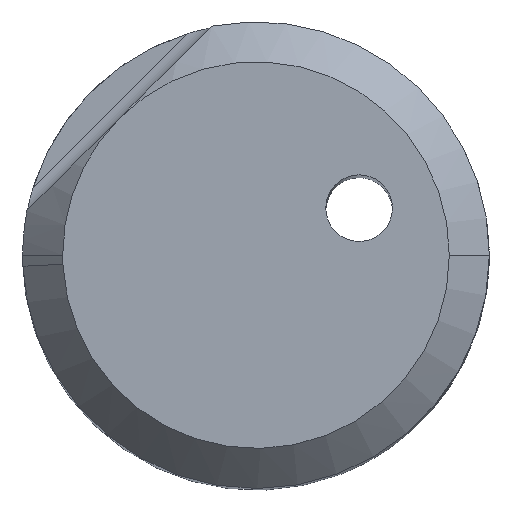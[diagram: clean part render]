
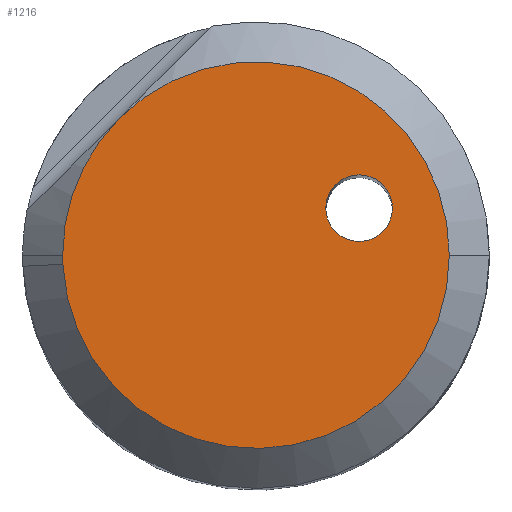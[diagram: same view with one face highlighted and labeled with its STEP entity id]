
A CAD part, top view. The second image highlights one B-rep face of the part: STEP entity #1216.
In plain terms, the highlighted planar face has unit normal (0, 0, 1).
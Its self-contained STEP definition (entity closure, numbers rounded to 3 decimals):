
#579=AXIS2_PLACEMENT_3D('Circle Axis2P3D',#577,#578,$) ;
#1176=AXIS2_PLACEMENT_3D('Plane Axis2P3D',#1173,#1174,#1175) ;
#1180=AXIS2_PLACEMENT_3D('Circle Axis2P3D',#1178,#1179,$) ;
#1189=AXIS2_PLACEMENT_3D('Circle Axis2P3D',#1187,#1188,$) ;
#1196=AXIS2_PLACEMENT_3D('Circle Axis2P3D',#1194,#1195,$) ;
#1203=AXIS2_PLACEMENT_3D('Circle Axis2P3D',#1201,#1202,$) ;
#574=CARTESIAN_POINT('Vertex',(1.06,0.817,0.)) ;
#577=CARTESIAN_POINT('Axis2P3D Location',(1.547,0.705,0.)) ;
#581=CARTESIAN_POINT('Vertex',(2.034,0.593,0.)) ;
#1155=CARTESIAN_POINT('Control Point',(1.06,0.817,0.)) ;
#1156=CARTESIAN_POINT('Control Point',(1.095,0.97,0.)) ;
#1157=CARTESIAN_POINT('Control Point',(1.19,1.109,0.)) ;
#1158=CARTESIAN_POINT('Control Point',(1.339,1.203,0.)) ;
#1159=CARTESIAN_POINT('Control Point',(1.673,1.252,0.)) ;
#1160=CARTESIAN_POINT('Control Point',(1.951,1.062,0.)) ;
#1161=CARTESIAN_POINT('Control Point',(2.044,0.913,0.)) ;
#1162=CARTESIAN_POINT('Control Point',(2.069,0.746,0.)) ;
#1163=CARTESIAN_POINT('Control Point',(2.034,0.593,0.)) ;
#1173=CARTESIAN_POINT('Axis2P3D Location',(0.,0.,0.)) ;
#1178=CARTESIAN_POINT('Axis2P3D Location',(0.,0.,0.)) ;
#1182=CARTESIAN_POINT('Vertex',(-2.051,2.051,0.)) ;
#1184=CARTESIAN_POINT('Vertex',(2.9,0.,0.)) ;
#1187=CARTESIAN_POINT('Axis2P3D Location',(0.,0.,0.)) ;
#1191=CARTESIAN_POINT('Vertex',(-2.9,0.,0.)) ;
#1194=CARTESIAN_POINT('Axis2P3D Location',(0.,0.,0.)) ;
#1198=CARTESIAN_POINT('Vertex',(-2.897,-0.137,0.)) ;
#1201=CARTESIAN_POINT('Axis2P3D Location',(0.,0.,0.)) ;
#578=DIRECTION('Axis2P3D Direction',(0.,0.,-1.)) ;
#1174=DIRECTION('Axis2P3D Direction',(0.,0.,-1.)) ;
#1175=DIRECTION('Axis2P3D XDirection',(-1.,0.,0.)) ;
#1179=DIRECTION('Axis2P3D Direction',(0.,0.,-1.)) ;
#1188=DIRECTION('Axis2P3D Direction',(0.,0.,-1.)) ;
#1195=DIRECTION('Axis2P3D Direction',(0.,0.,-1.)) ;
#1202=DIRECTION('Axis2P3D Direction',(0.,0.,-1.)) ;
#1207=ORIENTED_EDGE('',*,*,#1186,.F.) ;
#1208=ORIENTED_EDGE('',*,*,#1193,.F.) ;
#1209=ORIENTED_EDGE('',*,*,#1200,.F.) ;
#1210=ORIENTED_EDGE('',*,*,#1205,.F.) ;
#1213=ORIENTED_EDGE('',*,*,#1164,.T.) ;
#1214=ORIENTED_EDGE('',*,*,#583,.T.) ;
#1215=FACE_BOUND('',#1212,.T.) ;
#1216=ADVANCED_FACE('NOCUT',(#1211,#1215),#1177,.F.) ;
#1154=B_SPLINE_CURVE_WITH_KNOTS('',5,(#1155,#1156,#1157,#1158,#1159,#1160,#1161,#1162,#1163),.UNSPECIFIED.,.F.,.U.,(6,3,6),(-0.785,0.,0.785),.UNSPECIFIED.) ;
#580=CIRCLE('generated circle',#579,0.5) ;
#1181=CIRCLE('generated circle',#1180,2.9) ;
#1190=CIRCLE('generated circle',#1189,2.9) ;
#1197=CIRCLE('generated circle',#1196,2.9) ;
#1204=CIRCLE('generated circle',#1203,2.9) ;
#583=EDGE_CURVE('',#582,#575,#580,.T.) ;
#1164=EDGE_CURVE('',#575,#582,#1154,.T.) ;
#1186=EDGE_CURVE('',#1183,#1185,#1181,.T.) ;
#1193=EDGE_CURVE('',#1192,#1183,#1190,.T.) ;
#1200=EDGE_CURVE('',#1199,#1192,#1197,.T.) ;
#1205=EDGE_CURVE('',#1185,#1199,#1204,.T.) ;
#1206=EDGE_LOOP('',(#1207,#1208,#1209,#1210)) ;
#1212=EDGE_LOOP('',(#1213,#1214)) ;
#1211=FACE_OUTER_BOUND('',#1206,.T.) ;
#1177=PLANE('',#1176) ;
#575=VERTEX_POINT('',#574) ;
#582=VERTEX_POINT('',#581) ;
#1183=VERTEX_POINT('',#1182) ;
#1185=VERTEX_POINT('',#1184) ;
#1192=VERTEX_POINT('',#1191) ;
#1199=VERTEX_POINT('',#1198) ;
